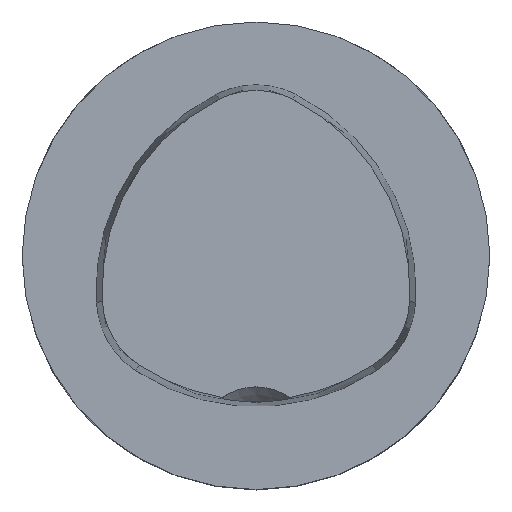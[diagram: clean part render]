
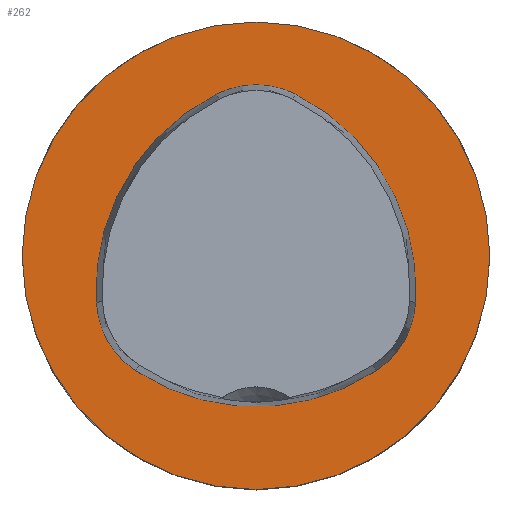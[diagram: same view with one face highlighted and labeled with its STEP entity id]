
A CAD part, top view. The second image highlights one B-rep face of the part: STEP entity #262.
In plain terms, the highlighted planar face has unit normal (0, 0, 1).
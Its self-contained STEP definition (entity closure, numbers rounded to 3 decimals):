
#226=PLANE('',#705);
#262=ADVANCED_FACE('',(#289,#290),#226,.T.);
#289=FACE_BOUND('',#339,.T.);
#290=FACE_BOUND('',#340,.T.);
#339=EDGE_LOOP('',(#460));
#340=EDGE_LOOP('',(#461,#462,#463,#464,#465,#466));
#460=ORIENTED_EDGE('',*,*,#600,.F.);
#461=ORIENTED_EDGE('',*,*,#550,.T.);
#462=ORIENTED_EDGE('',*,*,#565,.T.);
#463=ORIENTED_EDGE('',*,*,#562,.T.);
#464=ORIENTED_EDGE('',*,*,#560,.T.);
#465=ORIENTED_EDGE('',*,*,#557,.T.);
#466=ORIENTED_EDGE('',*,*,#554,.T.);
#501=VERTEX_POINT('',#955);
#502=VERTEX_POINT('',#956);
#505=VERTEX_POINT('',#964);
#507=VERTEX_POINT('',#970);
#508=VERTEX_POINT('',#975);
#509=VERTEX_POINT('',#979);
#531=VERTEX_POINT('',#1059);
#550=EDGE_CURVE('',#501,#502,#614,.T.);
#554=EDGE_CURVE('',#505,#501,#616,.T.);
#557=EDGE_CURVE('',#507,#505,#618,.T.);
#560=EDGE_CURVE('',#508,#507,#620,.T.);
#562=EDGE_CURVE('',#509,#508,#621,.T.);
#565=EDGE_CURVE('',#502,#509,#623,.T.);
#600=EDGE_CURVE('',#531,#531,#630,.T.);
#614=CIRCLE('',#656,6.);
#616=CIRCLE('',#659,15.);
#618=CIRCLE('',#662,6.);
#620=CIRCLE('',#665,15.);
#621=CIRCLE('',#667,6.);
#623=CIRCLE('',#670,15.);
#630=CIRCLE('',#704,16.0);
#656=AXIS2_PLACEMENT_3D('',#954,#759,#760);
#659=AXIS2_PLACEMENT_3D('',#963,#767,#768);
#662=AXIS2_PLACEMENT_3D('',#969,#774,#775);
#665=AXIS2_PLACEMENT_3D('',#974,#781,#782);
#667=AXIS2_PLACEMENT_3D('',#978,#786,#787);
#670=AXIS2_PLACEMENT_3D('',#984,#793,#794);
#704=AXIS2_PLACEMENT_3D('',#1058,#881,#882);
#705=AXIS2_PLACEMENT_3D('',#1060,#883,#884);
#759=DIRECTION('',(0.0,0.0,-1.0));
#760=DIRECTION('',(0.0,1.0,0.0));
#767=DIRECTION('',(0.0,0.0,-1.0));
#768=DIRECTION('',(-0.866,0.5,0.0));
#774=DIRECTION('',(0.0,0.0,-1.0));
#775=DIRECTION('',(-0.866,-0.5,0.0));
#781=DIRECTION('',(0.0,0.0,-1.0));
#782=DIRECTION('',(0.0,-1.0,0.0));
#786=DIRECTION('',(0.0,0.0,-1.0));
#787=DIRECTION('',(0.866,-0.5,0.0));
#793=DIRECTION('',(0.0,0.0,-1.0));
#794=DIRECTION('',(0.866,0.5,0.0));
#881=DIRECTION('',(0.0,0.0,-1.0));
#882=DIRECTION('',(-1.0,0.0,0.0));
#883=DIRECTION('',(0.0,0.0,1.0));
#884=DIRECTION('',(0.0,1.0,0.0));
#954=CARTESIAN_POINT('',(0.0,5.7,0.0));
#955=CARTESIAN_POINT('',(-2.699,11.058,0.));
#956=CARTESIAN_POINT('',(2.699,11.058,0.));
#963=CARTESIAN_POINT('',(4.049,-2.338,0.0));
#964=CARTESIAN_POINT('',(-10.927,-3.192,0.0));
#969=CARTESIAN_POINT('',(-4.936,-2.85,0.0));
#970=CARTESIAN_POINT('',(-8.227,-7.867,0.));
#974=CARTESIAN_POINT('',(0.0,4.675,0.0));
#975=CARTESIAN_POINT('',(8.227,-7.867,0.));
#978=CARTESIAN_POINT('',(4.936,-2.85,0.0));
#979=CARTESIAN_POINT('',(10.927,-3.192,0.0));
#984=CARTESIAN_POINT('',(-4.049,-2.338,0.0));
#1058=CARTESIAN_POINT('',(0.0,0.0,0.0));
#1059=CARTESIAN_POINT('',(-16.0,0.0,0.0));
#1060=CARTESIAN_POINT('',(-8.0,0.0,0.0));
